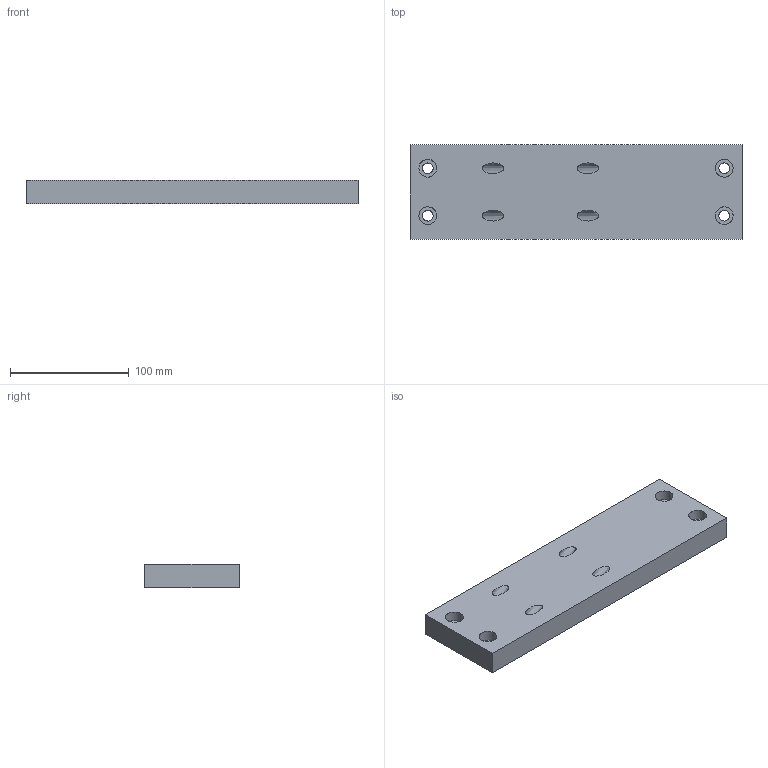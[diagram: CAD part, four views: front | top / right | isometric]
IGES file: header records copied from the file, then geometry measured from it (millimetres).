
Global section: file name: SV5013N; native system: Autodesk Inventor 2015; preprocessor: unknown; author: C. Hanke; date: 20151127.132024; units: millimetre
Bounding box: 280 x 80 x 20 mm (x, y, z)
Volume: 417782.7 mm3; surface area: 66499.3 mm2
Topology: 1 solids, 1 shells, 30 faces, 74 edges, 54 vertices
Faces by surface type: bspline 30
